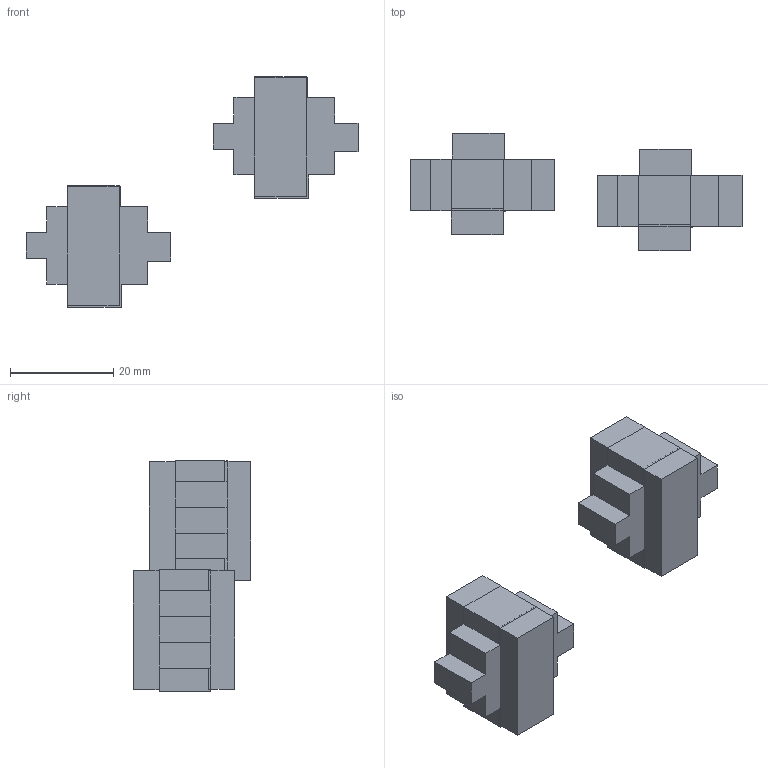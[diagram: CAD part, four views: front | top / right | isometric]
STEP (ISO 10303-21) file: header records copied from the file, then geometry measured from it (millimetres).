
FILE_DESCRIPTION(/* description */ (''),/* implementation_level */ '2;1');
FILE_NAME(/* name */ 'yellow flower done.step',/* time_stamp */ '2025-07-12T19:14:03-07:00',/* author */ (''),/* organization */ (''),/* preprocessor_version */ 'ST-DEVELOPER v20.1',/* originating_system */ 'Autodesk Translation Framework v14.10.0.0',/* authorisation */ '');
FILE_SCHEMA (('AUTOMOTIVE_DESIGN { 1 0 10303 214 3 1 1 }'));
Length unit declared in the file: millimetre
Products named in the file (1): 2025-07-12-16-38-38-942
Bounding box: 64.22 x 22.72 x 44.58 mm (x, y, z)
Volume: 13085 mm3; surface area: 6916.2 mm2
Topology: 6 solids, 6 shells, 68 faces, 168 edges, 112 vertices
Faces by surface type: plane 68
Entity records: 2000 total; most frequent: CARTESIAN_POINT 349, ORIENTED_EDGE 336, DIRECTION 306, LINE 168, VECTOR 168, EDGE_CURVE 168, VERTEX_POINT 112, AXIS2_PLACEMENT_3D 69
